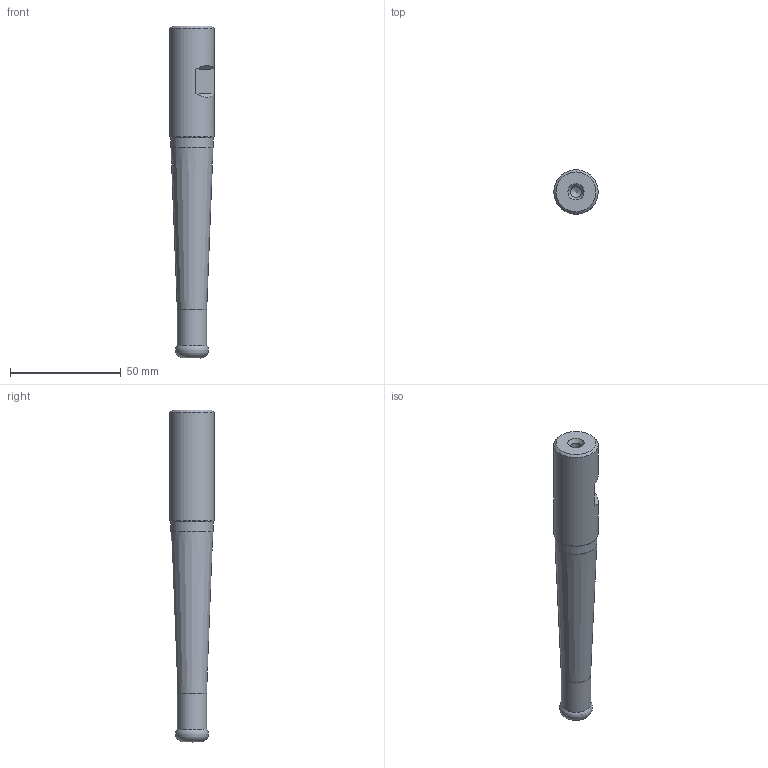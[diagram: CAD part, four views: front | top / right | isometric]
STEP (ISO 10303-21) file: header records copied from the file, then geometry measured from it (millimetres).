
FILE_DESCRIPTION(/* description */ (''),/* implementation_level */ '2;1');
FILE_NAME(/* name */ 'ax_step_export_ax_temp_1.stp',/* time_stamp */ '2019-09-26T08:48:59+02:00',/* author */ (''),/* organization */ (''),/* preprocessor_version */ 'ST-DEVELOPER v16.7',/* originating_system */ 'SIEMENS PLM Software NX 12.0',/* authorisation */ '');
FILE_SCHEMA (('AUTOMOTIVE_DESIGN { 1 0 10303 214 3 1 1 1 }'));
Length unit declared in the file: millimetre
Products named in the file (1): ax_temp_1
Bounding box: 20 x 20 x 150 mm (x, y, z)
Volume: 33388.4 mm3; surface area: 11012.7 mm2
Topology: 2 solids, 2 shells, 21 faces, 45 edges, 27 vertices
Faces by surface type: torus 5, cone 5, plane 5, cylinder 4, bspline 1, revolution 1
Full cylindrical faces by diameter (mm): 5 x1, 13.3 x1, 19 x1, 20 x1
Entity records: 629 total; most frequent: CARTESIAN_POINT 94, DIRECTION 83, ORIENTED_EDGE 44, AXIS2_PLACEMENT_3D 39, EDGE_LOOP 36, FACE_BOUND 34, PRESENTATION_STYLE_ASSIGNMENT 22, SURFACE_STYLE_USAGE 22
